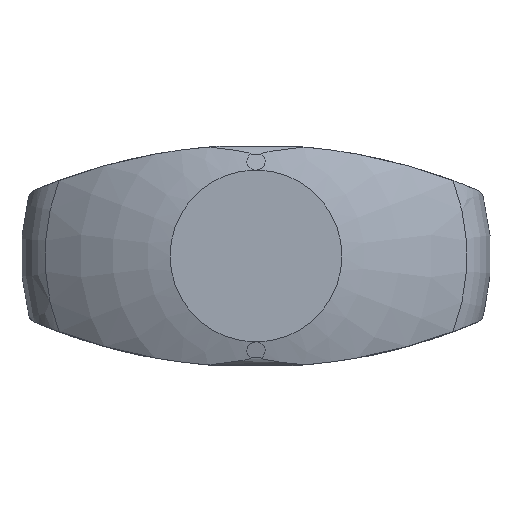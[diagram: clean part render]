
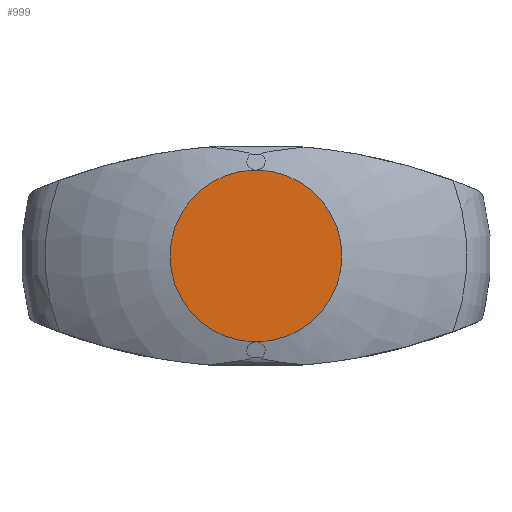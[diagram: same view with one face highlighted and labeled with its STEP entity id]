
A CAD part, top view. The second image highlights one B-rep face of the part: STEP entity #999.
In plain terms, the highlighted planar face has unit normal (0, 0, 1).
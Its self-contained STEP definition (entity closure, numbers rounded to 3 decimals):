
#563=VERTEX_POINT('',#1584);
#875=EDGE_CURVE('',#1065,#563,#1924,.T.);
#969=EDGE_CURVE('',#1205,#983,#2023,.T.);
#983=VERTEX_POINT('',#2038);
#999=ADVANCED_FACE('',(#2054),#2055,.F.);
#1065=VERTEX_POINT('',#2130);
#1205=VERTEX_POINT('',#2287);
#1471=EDGE_CURVE('',#983,#563,#2577,.T.);
#1521=EDGE_CURVE('',#1065,#1205,#2631,.T.);
#1584=CARTESIAN_POINT('',(0.043,-7.5,34.8));
#1924=LINE('',#3842,#3843);
#2023=LINE('',#4415,#4416);
#2038=CARTESIAN_POINT('',(0.043,7.5,34.8));
#2054=FACE_OUTER_BOUND('',#4525,.T.);
#2055=PLANE('',#4526);
#2130=CARTESIAN_POINT('',(-0.043,-7.5,34.8));
#2287=CARTESIAN_POINT('',(-0.043,7.5,34.8));
#2577=CIRCLE('',#6269,7.5);
#2631=CIRCLE('',#6349,7.5);
#3842=CARTESIAN_POINT('',(-30.0,-7.5,34.8));
#3843=VECTOR('',#6757,1.0);
#4415=CARTESIAN_POINT('',(-30.0,7.5,34.8));
#4416=VECTOR('',#6832,1.0);
#4525=EDGE_LOOP('',(#6849,#6850,#6851,#6852));
#4526=AXIS2_PLACEMENT_3D('',#6853,#6854,#6855);
#6269=AXIS2_PLACEMENT_3D('',#7440,#7441,#7442);
#6349=AXIS2_PLACEMENT_3D('',#7507,#7508,#7509);
#6757=DIRECTION('',(1.0,0.,0.));
#6832=DIRECTION('',(1.0,0.,0.));
#6849=ORIENTED_EDGE('',*,*,#1471,.F.);
#6850=ORIENTED_EDGE('',*,*,#969,.F.);
#6851=ORIENTED_EDGE('',*,*,#1521,.F.);
#6852=ORIENTED_EDGE('',*,*,#875,.T.);
#6853=CARTESIAN_POINT('',(-30.0,7.5,34.8));
#6854=DIRECTION('',(0.,0.,-1.0));
#6855=DIRECTION('',(0.,1.0,0.0));
#7440=CARTESIAN_POINT('',(0.,0.,34.8));
#7441=DIRECTION('',(0.,0.,-1.0));
#7442=DIRECTION('',(-1.0,0.,0.));
#7507=CARTESIAN_POINT('',(0.,0.,34.8));
#7508=DIRECTION('',(0.,0.,-1.0));
#7509=DIRECTION('',(-1.0,0.,0.));
